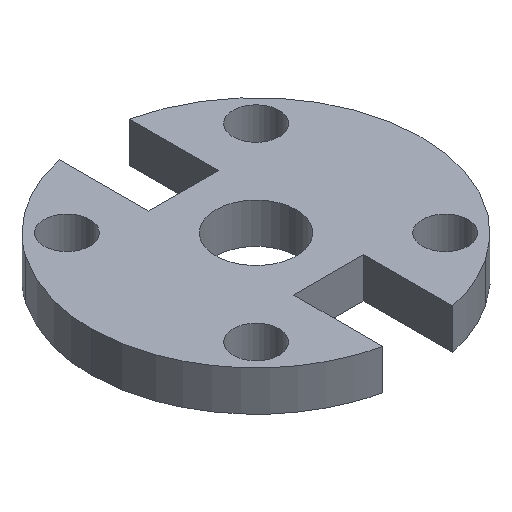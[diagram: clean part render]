
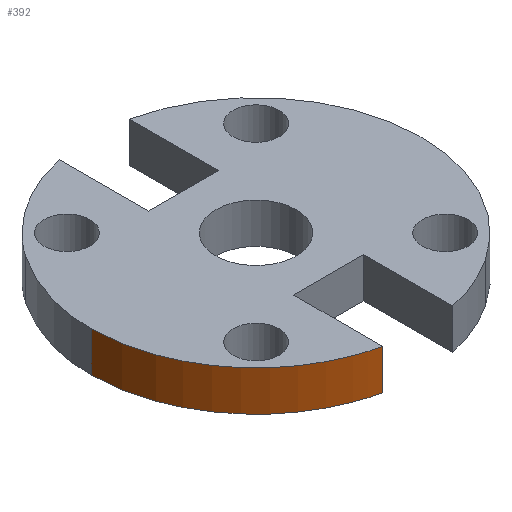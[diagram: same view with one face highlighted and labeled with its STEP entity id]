
A CAD part, isometric view. The second image highlights one B-rep face of the part: STEP entity #392.
In plain terms, the highlighted free-form (B-spline) face has degree [3, 1] with [22, 2] control points.
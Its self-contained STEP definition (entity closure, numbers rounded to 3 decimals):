
#27=B_SPLINE_CURVE_WITH_KNOTS('',3,(#698,#699,#700,#701,#702,#703,#704,
#705,#706,#707,#708,#709,#710,#711,#712,#713,#714,#715,#716,#717,#718,#719),
 .UNSPECIFIED.,.F.,.F.,(4,3,3,3,3,3,3,4),(-2.105,-2.095,
-1.77,-1.754,-1.432,-1.109,-1.094,
-0.939),.UNSPECIFIED.);
#28=B_SPLINE_CURVE_WITH_KNOTS('',3,(#721,#722,#723,#724,#725,#726,#727,
#728,#729,#730,#731,#732,#733,#734,#735,#736,#737,#738,#739,#740,#741,#742),
 .UNSPECIFIED.,.F.,.F.,(4,3,3,3,3,3,3,4),(-2.105,-2.095,
-1.77,-1.754,-1.432,-1.109,-1.094,
-0.939),.UNSPECIFIED.);
#32=B_SPLINE_SURFACE_WITH_KNOTS('',3,1,((#653,#654),(#655,#656),(#657,#658),
(#659,#660),(#661,#662),(#663,#664),(#665,#666),(#667,#668),(#669,#670),
(#671,#672),(#673,#674),(#675,#676),(#677,#678),(#679,#680),(#681,#682),
(#683,#684),(#685,#686),(#687,#688),(#689,#690),(#691,#692),(#693,#694),
(#695,#696)),.UNSPECIFIED.,.F.,.F.,.F.,(4,3,3,3,3,3,3,4),(2,2),(-2.105,
-2.095,-1.77,-1.754,-1.432,-1.109,
-1.094,-0.939),(0.,0.24),.UNSPECIFIED.);
#56=FACE_OUTER_BOUND('',#76,.T.);
#76=EDGE_LOOP('',(#315,#316,#317,#318));
#118=LINE('',#652,#150);
#119=LINE('',#743,#151);
#150=VECTOR('',#521,10.);
#151=VECTOR('',#522,10.);
#199=VERTEX_POINT('',#648);
#200=VERTEX_POINT('',#650);
#201=VERTEX_POINT('',#697);
#202=VERTEX_POINT('',#720);
#248=EDGE_CURVE('',#199,#200,#118,.T.);
#249=EDGE_CURVE('',#201,#199,#27,.T.);
#250=EDGE_CURVE('',#202,#200,#28,.T.);
#251=EDGE_CURVE('',#201,#202,#119,.T.);
#315=ORIENTED_EDGE('',*,*,#249,.T.);
#316=ORIENTED_EDGE('',*,*,#248,.T.);
#317=ORIENTED_EDGE('',*,*,#250,.F.);
#318=ORIENTED_EDGE('',*,*,#251,.F.);
#392=ADVANCED_FACE('',(#56),#32,.T.);
#521=DIRECTION('',(0.,0.,1.));
#522=DIRECTION('',(0.,0.,1.));
#648=CARTESIAN_POINT('',(-2.1,-9.669,54.));
#650=CARTESIAN_POINT('',(-2.1,-9.669,56.4));
#652=CARTESIAN_POINT('',(-2.1,-9.669,54.));
#653=CARTESIAN_POINT('Ctrl Pts',(-9.9,-0.04,54.));
#654=CARTESIAN_POINT('Ctrl Pts',(-9.9,-0.04,
56.4));
#655=CARTESIAN_POINT('Ctrl Pts',(-9.9,-0.079,54.));
#656=CARTESIAN_POINT('Ctrl Pts',(-9.9,-0.079,
56.4));
#657=CARTESIAN_POINT('Ctrl Pts',(-9.899,-0.117,54.));
#658=CARTESIAN_POINT('Ctrl Pts',(-9.899,-0.117,56.4));
#659=CARTESIAN_POINT('Ctrl Pts',(-9.899,-0.156,54.));
#660=CARTESIAN_POINT('Ctrl Pts',(-9.899,-0.156,56.4));
#661=CARTESIAN_POINT('Ctrl Pts',(-9.879,-1.398,54.));
#662=CARTESIAN_POINT('Ctrl Pts',(-9.879,-1.398,56.4));
#663=CARTESIAN_POINT('Ctrl Pts',(-9.616,-2.634,54.));
#664=CARTESIAN_POINT('Ctrl Pts',(-9.616,-2.634,56.4));
#665=CARTESIAN_POINT('Ctrl Pts',(-9.141,-3.783,54.));
#666=CARTESIAN_POINT('Ctrl Pts',(-9.141,-3.783,56.4));
#667=CARTESIAN_POINT('Ctrl Pts',(-9.116,-3.842,54.));
#668=CARTESIAN_POINT('Ctrl Pts',(-9.116,-3.842,56.4));
#669=CARTESIAN_POINT('Ctrl Pts',(-9.091,-3.901,54.));
#670=CARTESIAN_POINT('Ctrl Pts',(-9.091,-3.901,56.4));
#671=CARTESIAN_POINT('Ctrl Pts',(-9.066,-3.959,54.));
#672=CARTESIAN_POINT('Ctrl Pts',(-9.066,-3.959,56.4));
#673=CARTESIAN_POINT('Ctrl Pts',(-8.574,-5.087,54.));
#674=CARTESIAN_POINT('Ctrl Pts',(-8.574,-5.087,56.4));
#675=CARTESIAN_POINT('Ctrl Pts',(-7.875,-6.125,54.));
#676=CARTESIAN_POINT('Ctrl Pts',(-7.875,-6.125,56.4));
#677=CARTESIAN_POINT('Ctrl Pts',(-7.005,-6.996,54.));
#678=CARTESIAN_POINT('Ctrl Pts',(-7.005,-6.996,56.4));
#679=CARTESIAN_POINT('Ctrl Pts',(-6.132,-7.869,54.));
#680=CARTESIAN_POINT('Ctrl Pts',(-6.132,-7.869,56.4));
#681=CARTESIAN_POINT('Ctrl Pts',(-5.09,-8.572,54.));
#682=CARTESIAN_POINT('Ctrl Pts',(-5.09,-8.572,56.4));
#683=CARTESIAN_POINT('Ctrl Pts',(-3.957,-9.065,54.));
#684=CARTESIAN_POINT('Ctrl Pts',(-3.957,-9.065,56.4));
#685=CARTESIAN_POINT('Ctrl Pts',(-3.902,-9.089,54.));
#686=CARTESIAN_POINT('Ctrl Pts',(-3.902,-9.089,56.4));
#687=CARTESIAN_POINT('Ctrl Pts',(-3.848,-9.113,54.));
#688=CARTESIAN_POINT('Ctrl Pts',(-3.848,-9.113,56.4));
#689=CARTESIAN_POINT('Ctrl Pts',(-3.792,-9.135,54.));
#690=CARTESIAN_POINT('Ctrl Pts',(-3.792,-9.135,56.4));
#691=CARTESIAN_POINT('Ctrl Pts',(-3.245,-9.362,54.));
#692=CARTESIAN_POINT('Ctrl Pts',(-3.245,-9.362,56.4));
#693=CARTESIAN_POINT('Ctrl Pts',(-2.678,-9.541,54.));
#694=CARTESIAN_POINT('Ctrl Pts',(-2.678,-9.541,56.4));
#695=CARTESIAN_POINT('Ctrl Pts',(-2.1,-9.669,54.));
#696=CARTESIAN_POINT('Ctrl Pts',(-2.1,-9.669,56.4));
#697=CARTESIAN_POINT('',(-9.9,-0.04,54.));
#698=CARTESIAN_POINT('Ctrl Pts',(-9.9,-0.04,54.));
#699=CARTESIAN_POINT('Ctrl Pts',(-9.9,-0.079,54.));
#700=CARTESIAN_POINT('Ctrl Pts',(-9.899,-0.117,54.));
#701=CARTESIAN_POINT('Ctrl Pts',(-9.899,-0.156,54.));
#702=CARTESIAN_POINT('Ctrl Pts',(-9.879,-1.398,54.));
#703=CARTESIAN_POINT('Ctrl Pts',(-9.616,-2.634,54.));
#704=CARTESIAN_POINT('Ctrl Pts',(-9.141,-3.783,54.));
#705=CARTESIAN_POINT('Ctrl Pts',(-9.116,-3.842,54.));
#706=CARTESIAN_POINT('Ctrl Pts',(-9.091,-3.901,54.));
#707=CARTESIAN_POINT('Ctrl Pts',(-9.066,-3.959,54.));
#708=CARTESIAN_POINT('Ctrl Pts',(-8.574,-5.087,54.));
#709=CARTESIAN_POINT('Ctrl Pts',(-7.875,-6.125,54.));
#710=CARTESIAN_POINT('Ctrl Pts',(-7.005,-6.996,54.));
#711=CARTESIAN_POINT('Ctrl Pts',(-6.132,-7.869,54.));
#712=CARTESIAN_POINT('Ctrl Pts',(-5.09,-8.572,54.));
#713=CARTESIAN_POINT('Ctrl Pts',(-3.957,-9.065,54.));
#714=CARTESIAN_POINT('Ctrl Pts',(-3.902,-9.089,54.));
#715=CARTESIAN_POINT('Ctrl Pts',(-3.848,-9.113,54.));
#716=CARTESIAN_POINT('Ctrl Pts',(-3.792,-9.135,54.));
#717=CARTESIAN_POINT('Ctrl Pts',(-3.245,-9.362,54.));
#718=CARTESIAN_POINT('Ctrl Pts',(-2.678,-9.541,54.));
#719=CARTESIAN_POINT('Ctrl Pts',(-2.1,-9.669,54.));
#720=CARTESIAN_POINT('',(-9.9,-0.04,56.4));
#721=CARTESIAN_POINT('Ctrl Pts',(-9.9,-0.04,
56.4));
#722=CARTESIAN_POINT('Ctrl Pts',(-9.9,-0.079,
56.4));
#723=CARTESIAN_POINT('Ctrl Pts',(-9.899,-0.117,56.4));
#724=CARTESIAN_POINT('Ctrl Pts',(-9.899,-0.156,56.4));
#725=CARTESIAN_POINT('Ctrl Pts',(-9.879,-1.398,56.4));
#726=CARTESIAN_POINT('Ctrl Pts',(-9.616,-2.634,56.4));
#727=CARTESIAN_POINT('Ctrl Pts',(-9.141,-3.783,56.4));
#728=CARTESIAN_POINT('Ctrl Pts',(-9.116,-3.842,56.4));
#729=CARTESIAN_POINT('Ctrl Pts',(-9.091,-3.901,56.4));
#730=CARTESIAN_POINT('Ctrl Pts',(-9.066,-3.959,56.4));
#731=CARTESIAN_POINT('Ctrl Pts',(-8.574,-5.087,56.4));
#732=CARTESIAN_POINT('Ctrl Pts',(-7.875,-6.125,56.4));
#733=CARTESIAN_POINT('Ctrl Pts',(-7.005,-6.996,56.4));
#734=CARTESIAN_POINT('Ctrl Pts',(-6.132,-7.869,56.4));
#735=CARTESIAN_POINT('Ctrl Pts',(-5.09,-8.572,56.4));
#736=CARTESIAN_POINT('Ctrl Pts',(-3.957,-9.065,56.4));
#737=CARTESIAN_POINT('Ctrl Pts',(-3.902,-9.089,56.4));
#738=CARTESIAN_POINT('Ctrl Pts',(-3.848,-9.113,56.4));
#739=CARTESIAN_POINT('Ctrl Pts',(-3.792,-9.135,56.4));
#740=CARTESIAN_POINT('Ctrl Pts',(-3.245,-9.362,56.4));
#741=CARTESIAN_POINT('Ctrl Pts',(-2.678,-9.541,56.4));
#742=CARTESIAN_POINT('Ctrl Pts',(-2.1,-9.669,56.4));
#743=CARTESIAN_POINT('',(-9.9,-0.04,54.));
